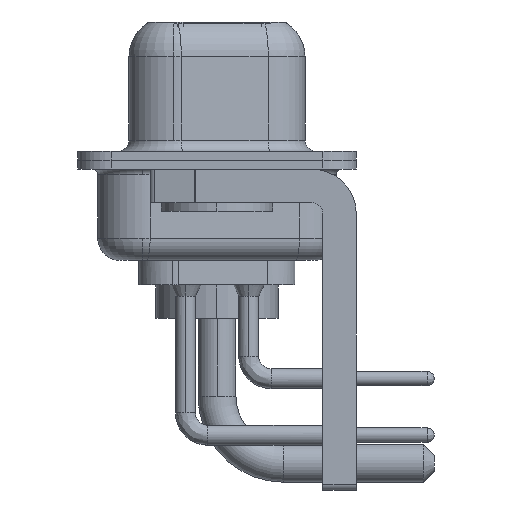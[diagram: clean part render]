
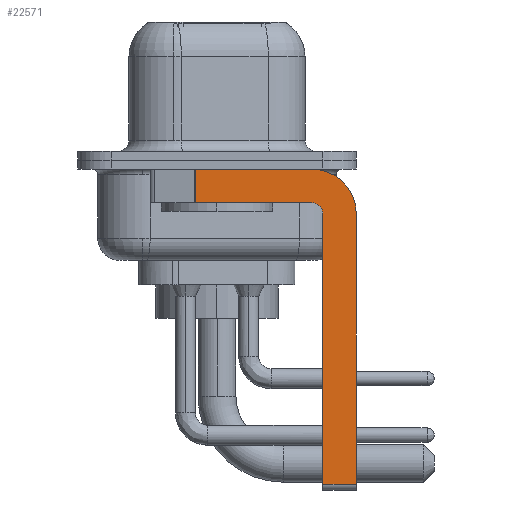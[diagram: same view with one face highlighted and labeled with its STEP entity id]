
A CAD part, left-side view. The second image highlights one B-rep face of the part: STEP entity #22571.
In plain terms, the highlighted planar face has unit normal (-1, 0, 0).
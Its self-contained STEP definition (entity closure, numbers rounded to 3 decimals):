
#358 = DIRECTION ( 'NONE',  ( 0., -1., 0. ) ) ;
#422 = VERTEX_POINT ( 'NONE', #22211 ) ;
#1062 = CARTESIAN_POINT ( 'NONE',  ( -2.9, -4.25, -1.9 ) ) ;
#1272 = EDGE_CURVE ( 'NONE', #2436, #21500, #16559, .T. ) ;
#1380 = CARTESIAN_POINT ( 'NONE',  ( -2.9, -6.25, -2.4 ) ) ;
#1460 = DIRECTION ( 'NONE',  ( 0., 0., -1. ) ) ;
#1748 = VECTOR ( 'NONE', #21569, 1000. ) ;
#1782 = DIRECTION ( 'NONE',  ( 1., 0., 0. ) ) ;
#2086 = ORIENTED_EDGE ( 'NONE', *, *, #3774, .F. ) ;
#2436 = VERTEX_POINT ( 'NONE', #3291 ) ;
#2609 = ORIENTED_EDGE ( 'NONE', *, *, #10468, .F. ) ;
#2727 = CARTESIAN_POINT ( 'NONE',  ( -2.9, -4.75, -14.55 ) ) ;
#2830 = ORIENTED_EDGE ( 'NONE', *, *, #15400, .F. ) ;
#3291 = CARTESIAN_POINT ( 'NONE',  ( -2.9, -4.75, -2.4 ) ) ;
#3348 = CARTESIAN_POINT ( 'NONE',  ( -2.9, -4.25, -2.4 ) ) ;
#3509 = EDGE_LOOP ( 'NONE', ( #18117, #17609, #12443, #15763, #2830, #17364, #2609, #2086 ) ) ;
#3774 = EDGE_CURVE ( 'NONE', #13831, #4713, #17421, .T. ) ;
#4197 = CARTESIAN_POINT ( 'NONE',  ( -2.9, -4.25, -2.4 ) ) ;
#4374 = CARTESIAN_POINT ( 'NONE',  ( -2.9, -6.25, -14.55 ) ) ;
#4512 = DIRECTION ( 'NONE',  ( 0., 0., 1. ) ) ;
#4713 = VERTEX_POINT ( 'NONE', #1380 ) ;
#4956 = VECTOR ( 'NONE', #4512, 1000. ) ;
#5138 = PLANE ( 'NONE',  #13887 ) ;
#5362 = VECTOR ( 'NONE', #14907, 1000. ) ;
#6079 = AXIS2_PLACEMENT_3D ( 'NONE', #22030, #1782, #20269 ) ;
#6208 = DIRECTION ( 'NONE',  ( 0., 0., 1. ) ) ;
#6828 = VERTEX_POINT ( 'NONE', #4374 ) ;
#7315 = CARTESIAN_POINT ( 'NONE',  ( -2.9, 0.978, -1.9 ) ) ;
#7710 = LINE ( 'NONE', #16599, #15328 ) ;
#8785 = DIRECTION ( 'NONE',  ( 0., 1., 0. ) ) ;
#10005 = DIRECTION ( 'NONE',  ( 0., 0., -1. ) ) ;
#10468 = EDGE_CURVE ( 'NONE', #4713, #6828, #16002, .T. ) ;
#10622 = CARTESIAN_POINT ( 'NONE',  ( -2.9, -4.75, -14.8 ) ) ;
#10628 = CARTESIAN_POINT ( 'NONE',  ( -2.9, -4.25, -0.4 ) ) ;
#11101 = VERTEX_POINT ( 'NONE', #12206 ) ;
#11251 = EDGE_CURVE ( 'NONE', #19485, #6828, #23206, .T. ) ;
#12206 = CARTESIAN_POINT ( 'NONE',  ( -2.9, 0.978, -1.9 ) ) ;
#12390 = AXIS2_PLACEMENT_3D ( 'NONE', #4197, #15099, #6208 ) ;
#12443 = ORIENTED_EDGE ( 'NONE', *, *, #12824, .F. ) ;
#12824 = EDGE_CURVE ( 'NONE', #21500, #11101, #19567, .T. ) ;
#13831 = VERTEX_POINT ( 'NONE', #10628 ) ;
#13887 = AXIS2_PLACEMENT_3D ( 'NONE', #3348, #23123, #1460 ) ;
#13897 = CARTESIAN_POINT ( 'NONE',  ( -2.9, -4.25, -1.9 ) ) ;
#14907 = DIRECTION ( 'NONE',  ( 0., 0., -1. ) ) ;
#15099 = DIRECTION ( 'NONE',  ( -1., 0., 0. ) ) ;
#15102 = EDGE_CURVE ( 'NONE', #422, #13831, #7710, .T. ) ;
#15328 = VECTOR ( 'NONE', #358, 1000. ) ;
#15400 = EDGE_CURVE ( 'NONE', #19485, #2436, #17979, .T. ) ;
#15763 = ORIENTED_EDGE ( 'NONE', *, *, #1272, .F. ) ;
#16002 = LINE ( 'NONE', #23098, #17594 ) ;
#16044 = VECTOR ( 'NONE', #8785, 1000. ) ;
#16448 = LINE ( 'NONE', #7315, #5362 ) ;
#16469 = CARTESIAN_POINT ( 'NONE',  ( -2.9, -4.25, -14.55 ) ) ;
#16559 = CIRCLE ( 'NONE', #12390, 0.5 ) ;
#16599 = CARTESIAN_POINT ( 'NONE',  ( -2.9, 3., -0.4 ) ) ;
#17364 = ORIENTED_EDGE ( 'NONE', *, *, #11251, .T. ) ;
#17421 = CIRCLE ( 'NONE', #6079, 2. ) ;
#17455 = EDGE_CURVE ( 'NONE', #422, #11101, #16448, .T. ) ;
#17594 = VECTOR ( 'NONE', #10005, 1000. ) ;
#17609 = ORIENTED_EDGE ( 'NONE', *, *, #17455, .T. ) ;
#17979 = LINE ( 'NONE', #10622, #4956 ) ;
#18117 = ORIENTED_EDGE ( 'NONE', *, *, #15102, .F. ) ;
#19485 = VERTEX_POINT ( 'NONE', #2727 ) ;
#19567 = LINE ( 'NONE', #13897, #16044 ) ;
#19694 = FACE_OUTER_BOUND ( 'NONE', #3509, .T. ) ;
#20269 = DIRECTION ( 'NONE',  ( 0., 0., -1. ) ) ;
#21500 = VERTEX_POINT ( 'NONE', #1062 ) ;
#21569 = DIRECTION ( 'NONE',  ( 0., -1., 0. ) ) ;
#22030 = CARTESIAN_POINT ( 'NONE',  ( -2.9, -4.25, -2.4 ) ) ;
#22211 = CARTESIAN_POINT ( 'NONE',  ( -2.9, 0.978, -0.4 ) ) ;
#22571 = ADVANCED_FACE ( 'NONE', ( #19694 ), #5138, .F. ) ;
#23098 = CARTESIAN_POINT ( 'NONE',  ( -2.9, -6.25, -2.4 ) ) ;
#23123 = DIRECTION ( 'NONE',  ( 1., 0., 0. ) ) ;
#23206 = LINE ( 'NONE', #16469, #1748 ) ;
